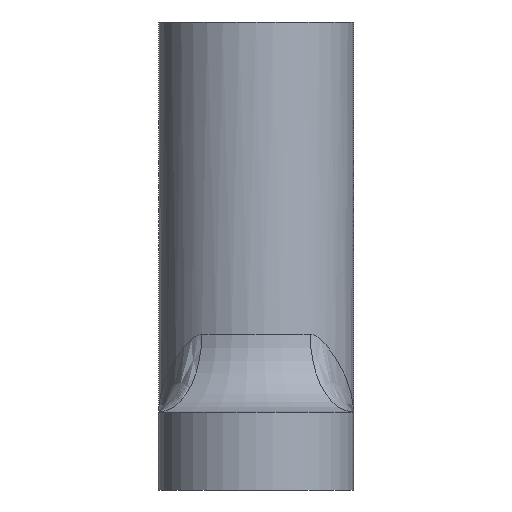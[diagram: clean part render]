
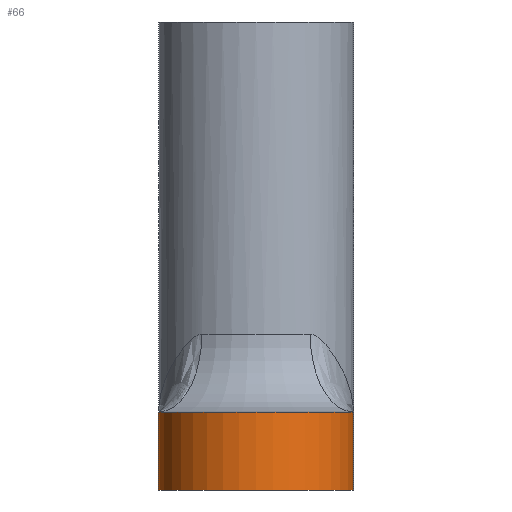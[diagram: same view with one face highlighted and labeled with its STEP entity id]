
A CAD part, left-side view. The second image highlights one B-rep face of the part: STEP entity #66.
In plain terms, the highlighted cylindrical face has radius 2.5 mm (diameter 5 mm), a partial arc.
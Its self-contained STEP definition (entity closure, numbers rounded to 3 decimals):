
#66=ADVANCED_FACE('',(#186),#188,.T.);
#186=FACE_BOUND('',#187,.T.);
#187=EDGE_LOOP('',(#851,#852,#853,#854));
#188=CYLINDRICAL_SURFACE('',#189,2.5);
#189=AXIS2_PLACEMENT_3D('',#190,#191,#192);
#190=CARTESIAN_POINT('',(-13.,0.,0.));
#191=DIRECTION('',(0.,0.,1.));
#192=DIRECTION('',(0.,1.,0.));
#851=ORIENTED_EDGE('',*,*,#932,.T.);
#852=ORIENTED_EDGE('',*,*,#940,.T.);
#853=ORIENTED_EDGE('',*,*,#911,.F.);
#854=ORIENTED_EDGE('',*,*,#938,.F.);
#911=EDGE_CURVE('',#980,#982,#983,.T.);
#932=EDGE_CURVE('',#1018,#1022,#1024,.T.);
#938=EDGE_CURVE('',#1018,#980,#1030,.T.);
#940=EDGE_CURVE('',#1022,#982,#1032,.T.);
#980=VERTEX_POINT('',#1107);
#982=VERTEX_POINT('',#1111);
#983=CIRCLE('',#1112,2.5);
#1018=VERTEX_POINT('',#1356);
#1022=VERTEX_POINT('',#1365);
#1024=CIRCLE('',#1369,2.5);
#1030=LINE('',#1388,#1389);
#1032=LINE('',#1394,#1395);
#1107=CARTESIAN_POINT('',(-13.,2.5,2.));
#1111=CARTESIAN_POINT('',(-13.,-2.5,2.));
#1112=AXIS2_PLACEMENT_3D('',#1113,#1114,#1115);
#1113=CARTESIAN_POINT('',(-13.,0.,2.));
#1114=DIRECTION('',(0.,0.,1.));
#1115=DIRECTION('',(0.,1.,0.));
#1356=CARTESIAN_POINT('',(-13.,2.5,0.));
#1365=CARTESIAN_POINT('',(-13.,-2.5,0.));
#1369=AXIS2_PLACEMENT_3D('',#1370,#1371,#1372);
#1370=CARTESIAN_POINT('',(-13.,0.,0.));
#1371=DIRECTION('',(0.,0.,1.));
#1372=DIRECTION('',(0.,1.,0.));
#1388=CARTESIAN_POINT('',(-13.,2.5,0.));
#1389=VECTOR('',#1390,1.);
#1390=DIRECTION('',(0.,0.,1.));
#1394=CARTESIAN_POINT('',(-13.,-2.5,0.));
#1395=VECTOR('',#1396,1.);
#1396=DIRECTION('',(0.,0.,1.));
